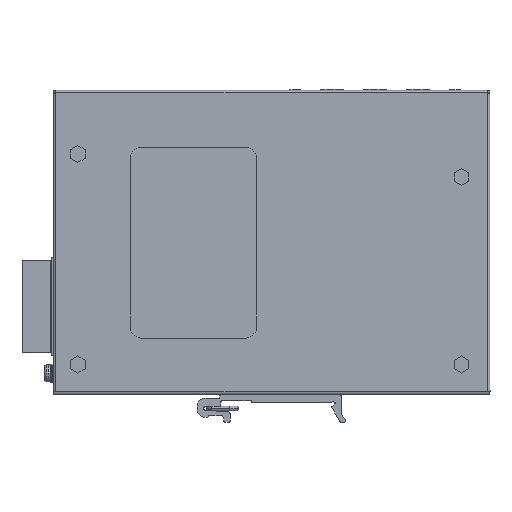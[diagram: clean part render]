
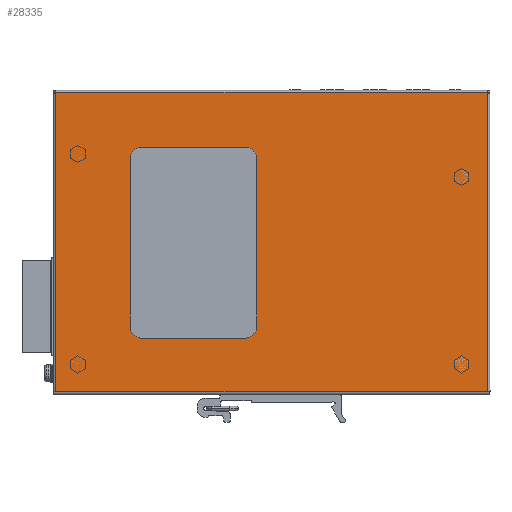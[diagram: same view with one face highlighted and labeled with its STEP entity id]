
A CAD part, left-side view. The second image highlights one B-rep face of the part: STEP entity #28335.
In plain terms, the highlighted planar face has unit normal (-1, 0, 0).
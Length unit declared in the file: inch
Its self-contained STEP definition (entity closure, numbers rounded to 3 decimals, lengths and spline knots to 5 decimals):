
#37 = CARTESIAN_POINT ( 'NONE',  ( -0.59055, -2.48369, 3.95276 ) ) ;
#268 = CARTESIAN_POINT ( 'NONE',  ( -0.59055, 0.28009, 3.96063 ) ) ;
#632 = DIRECTION ( 'NONE',  ( 0., 0., 1. ) ) ;
#1740 = EDGE_LOOP ( 'NONE', ( #24794, #2142, #19852, #47207, #44095, #44663, #40895, #27866 ) ) ;
#1989 = VERTEX_POINT ( 'NONE', #49286 ) ;
#2142 = ORIENTED_EDGE ( 'NONE', *, *, #42973, .T. ) ;
#2183 = CARTESIAN_POINT ( 'NONE',  ( -0.59055, 0.62655, 3.11024 ) ) ;
#2970 = CARTESIAN_POINT ( 'NONE',  ( -0.59055, 0.62655, 0.8189 ) ) ;
#3180 = EDGE_CURVE ( 'NONE', #35996, #50037, #53649, .T. ) ;
#3571 = VERTEX_POINT ( 'NONE', #27054 ) ;
#3914 = EDGE_LOOP ( 'NONE', ( #69699, #27697, #39827, #60930, #58384, #36205 ) ) ;
#4563 = EDGE_CURVE ( 'NONE', #62629, #64230, #67090, .T. ) ;
#7048 = CARTESIAN_POINT ( 'NONE',  ( -0.59055, 0.28009, 2.14173 ) ) ;
#7529 = DIRECTION ( 'NONE',  ( 0., 0., -1. ) ) ;
#7922 = EDGE_CURVE ( 'NONE', #67531, #59623, #38356, .T. ) ;
#8353 = DIRECTION ( 'NONE',  ( 0., 0., -1. ) ) ;
#11136 = CARTESIAN_POINT ( 'NONE',  ( -0.59055, -2.48369, 2.14173 ) ) ;
#12401 = FACE_BOUND ( 'NONE', #1740, .T. ) ;
#12522 = CARTESIAN_POINT ( 'NONE',  ( -0.59055, -2.48369, 0.13386 ) ) ;
#13176 = CARTESIAN_POINT ( 'NONE',  ( -0.59055, 3.04387, 2.14173 ) ) ;
#15064 = VERTEX_POINT ( 'NONE', #56752 ) ;
#15183 = LINE ( 'NONE', #59120, #49094 ) ;
#15402 = VECTOR ( 'NONE', #49534, 39.37008 ) ;
#15553 = DIRECTION ( 'NONE',  ( 0., 0., -1. ) ) ;
#19083 = LINE ( 'NONE', #40509, #20984 ) ;
#19852 = ORIENTED_EDGE ( 'NONE', *, *, #32382, .T. ) ;
#20777 = DIRECTION ( 'NONE',  ( 0., 1., 0. ) ) ;
#20984 = VECTOR ( 'NONE', #8353, 39.37008 ) ;
#22103 = EDGE_CURVE ( 'NONE', #62511, #15064, #70633, .T. ) ;
#23214 = CARTESIAN_POINT ( 'NONE',  ( -0.59055, 1.93363, 3.26772 ) ) ;
#24794 = ORIENTED_EDGE ( 'NONE', *, *, #4563, .T. ) ;
#24871 = CARTESIAN_POINT ( 'NONE',  ( -0.59055, 1.93363, 3.11024 ) ) ;
#26075 = EDGE_CURVE ( 'NONE', #3571, #62511, #63167, .T. ) ;
#26123 = LINE ( 'NONE', #64015, #70705 ) ;
#26480 = CIRCLE ( 'NONE', #56142, 0.15748 ) ;
#27054 = CARTESIAN_POINT ( 'NONE',  ( -0.59055, 3.04387, 3.95276 ) ) ;
#27379 = CARTESIAN_POINT ( 'NONE',  ( -0.59055, 2.09111, 0.97638 ) ) ;
#27697 = ORIENTED_EDGE ( 'NONE', *, *, #40465, .F. ) ;
#27866 = ORIENTED_EDGE ( 'NONE', *, *, #42846, .T. ) ;
#28038 = AXIS2_PLACEMENT_3D ( 'NONE', #24871, #65718, #60359 ) ;
#28140 = CARTESIAN_POINT ( 'NONE',  ( -0.59055, 0.28009, 0.8189 ) ) ;
#28335 = ADVANCED_FACE ( 'NONE', ( #12401, #34186 ), #55969, .F. ) ;
#28592 = CARTESIAN_POINT ( 'NONE',  ( -0.59055, 0.62655, 0.97638 ) ) ;
#28751 = CIRCLE ( 'NONE', #48157, 0.15748 ) ;
#29648 = CARTESIAN_POINT ( 'NONE',  ( -0.59055, 2.09111, 2.14173 ) ) ;
#32382 = EDGE_CURVE ( 'NONE', #58080, #67531, #55407, .T. ) ;
#32925 = DIRECTION ( 'NONE',  ( 0., 0., -1. ) ) ;
#33095 = LINE ( 'NONE', #64921, #67566 ) ;
#34186 = FACE_OUTER_BOUND ( 'NONE', #3914, .T. ) ;
#34303 = EDGE_CURVE ( 'NONE', #1989, #41689, #19083, .T. ) ;
#35449 = VECTOR ( 'NONE', #46396, 39.37008 ) ;
#35996 = VERTEX_POINT ( 'NONE', #37 ) ;
#36205 = ORIENTED_EDGE ( 'NONE', *, *, #26075, .F. ) ;
#36392 = CARTESIAN_POINT ( 'NONE',  ( -0.59055, 0.62655, 3.26772 ) ) ;
#36710 = DIRECTION ( 'NONE',  ( 0., 0., -1. ) ) ;
#37809 = VERTEX_POINT ( 'NONE', #36392 ) ;
#38290 = DIRECTION ( 'NONE',  ( 0., -1., 0. ) ) ;
#38356 = CIRCLE ( 'NONE', #28038, 0.15748 ) ;
#39278 = AXIS2_PLACEMENT_3D ( 'NONE', #7048, #40255, #56314 ) ;
#39827 = ORIENTED_EDGE ( 'NONE', *, *, #3180, .F. ) ;
#40255 = DIRECTION ( 'NONE',  ( 1., 0., 0. ) ) ;
#40465 = EDGE_CURVE ( 'NONE', #50037, #41983, #26123, .T. ) ;
#40509 = CARTESIAN_POINT ( 'NONE',  ( -0.59055, 0.46907, 2.14173 ) ) ;
#40737 = DIRECTION ( 'NONE',  ( 1., 0., 0. ) ) ;
#40895 = ORIENTED_EDGE ( 'NONE', *, *, #34303, .T. ) ;
#41689 = VERTEX_POINT ( 'NONE', #62077 ) ;
#41983 = VERTEX_POINT ( 'NONE', #54518 ) ;
#42751 = CIRCLE ( 'NONE', #51854, 0.15748 ) ;
#42846 = EDGE_CURVE ( 'NONE', #41689, #62629, #28751, .T. ) ;
#42973 = EDGE_CURVE ( 'NONE', #64230, #58080, #26480, .T. ) ;
#43634 = LINE ( 'NONE', #65425, #45200 ) ;
#44095 = ORIENTED_EDGE ( 'NONE', *, *, #64308, .T. ) ;
#44663 = ORIENTED_EDGE ( 'NONE', *, *, #63181, .T. ) ;
#45200 = VECTOR ( 'NONE', #38290, 39.37008 ) ;
#46396 = DIRECTION ( 'NONE',  ( 0., 0., 1. ) ) ;
#46558 = VECTOR ( 'NONE', #32925, 39.37008 ) ;
#47207 = ORIENTED_EDGE ( 'NONE', *, *, #7922, .T. ) ;
#47427 = DIRECTION ( 'NONE',  ( 1., 0., 0. ) ) ;
#48157 = AXIS2_PLACEMENT_3D ( 'NONE', #28592, #56461, #60764 ) ;
#49094 = VECTOR ( 'NONE', #15553, 39.37008 ) ;
#49286 = CARTESIAN_POINT ( 'NONE',  ( -0.59055, 0.46907, 3.11024 ) ) ;
#49534 = DIRECTION ( 'NONE',  ( 0., -1., 0. ) ) ;
#50037 = VERTEX_POINT ( 'NONE', #12522 ) ;
#51854 = AXIS2_PLACEMENT_3D ( 'NONE', #2183, #40737, #7529 ) ;
#51936 = CARTESIAN_POINT ( 'NONE',  ( -0.59055, 2.09111, 3.11024 ) ) ;
#53294 = VECTOR ( 'NONE', #67190, 39.37008 ) ;
#53477 = CARTESIAN_POINT ( 'NONE',  ( -0.59055, 1.93363, 0.97638 ) ) ;
#53649 = LINE ( 'NONE', #11136, #46558 ) ;
#54518 = CARTESIAN_POINT ( 'NONE',  ( -0.59055, 3.04387, 0.13386 ) ) ;
#55407 = LINE ( 'NONE', #29648, #53294 ) ;
#55969 = PLANE ( 'NONE',  #39278 ) ;
#56001 = DIRECTION ( 'NONE',  ( 0., 1., 0. ) ) ;
#56142 = AXIS2_PLACEMENT_3D ( 'NONE', #53477, #47427, #36710 ) ;
#56314 = DIRECTION ( 'NONE',  ( 0., 0., -1. ) ) ;
#56461 = DIRECTION ( 'NONE',  ( 1., 0., 0. ) ) ;
#56555 = EDGE_CURVE ( 'NONE', #15064, #35996, #15183, .T. ) ;
#56752 = CARTESIAN_POINT ( 'NONE',  ( -0.59055, -2.48369, 3.96063 ) ) ;
#56941 = VECTOR ( 'NONE', #56001, 39.37008 ) ;
#58080 = VERTEX_POINT ( 'NONE', #27379 ) ;
#58384 = ORIENTED_EDGE ( 'NONE', *, *, #22103, .F. ) ;
#59120 = CARTESIAN_POINT ( 'NONE',  ( -0.59055, -2.48369, 2.14173 ) ) ;
#59623 = VERTEX_POINT ( 'NONE', #23214 ) ;
#60359 = DIRECTION ( 'NONE',  ( 0., 0., -1. ) ) ;
#60764 = DIRECTION ( 'NONE',  ( 0., 0., -1. ) ) ;
#60930 = ORIENTED_EDGE ( 'NONE', *, *, #56555, .F. ) ;
#61127 = CARTESIAN_POINT ( 'NONE',  ( -0.59055, 1.93363, 0.8189 ) ) ;
#61203 = CARTESIAN_POINT ( 'NONE',  ( -0.59055, 3.04387, 3.96063 ) ) ;
#62077 = CARTESIAN_POINT ( 'NONE',  ( -0.59055, 0.46907, 0.97638 ) ) ;
#62511 = VERTEX_POINT ( 'NONE', #61203 ) ;
#62629 = VERTEX_POINT ( 'NONE', #2970 ) ;
#63167 = LINE ( 'NONE', #13176, #35449 ) ;
#63181 = EDGE_CURVE ( 'NONE', #37809, #1989, #42751, .T. ) ;
#64015 = CARTESIAN_POINT ( 'NONE',  ( -0.59055, 0.28009, 0.13386 ) ) ;
#64230 = VERTEX_POINT ( 'NONE', #61127 ) ;
#64308 = EDGE_CURVE ( 'NONE', #59623, #37809, #43634, .T. ) ;
#64921 = CARTESIAN_POINT ( 'NONE',  ( -0.59055, 3.04387, 2.14173 ) ) ;
#65109 = EDGE_CURVE ( 'NONE', #41983, #3571, #33095, .T. ) ;
#65425 = CARTESIAN_POINT ( 'NONE',  ( -0.59055, 0.28009, 3.26772 ) ) ;
#65718 = DIRECTION ( 'NONE',  ( 1., 0., 0. ) ) ;
#67090 = LINE ( 'NONE', #28140, #56941 ) ;
#67190 = DIRECTION ( 'NONE',  ( 0., 0., 1. ) ) ;
#67531 = VERTEX_POINT ( 'NONE', #51936 ) ;
#67566 = VECTOR ( 'NONE', #632, 39.37008 ) ;
#69699 = ORIENTED_EDGE ( 'NONE', *, *, #65109, .F. ) ;
#70633 = LINE ( 'NONE', #268, #15402 ) ;
#70705 = VECTOR ( 'NONE', #20777, 39.37008 ) ;
